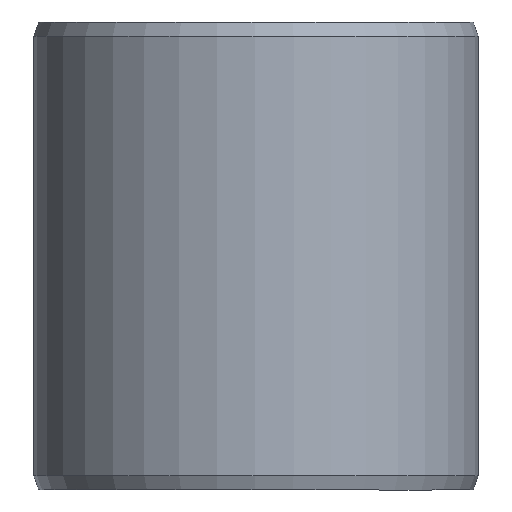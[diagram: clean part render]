
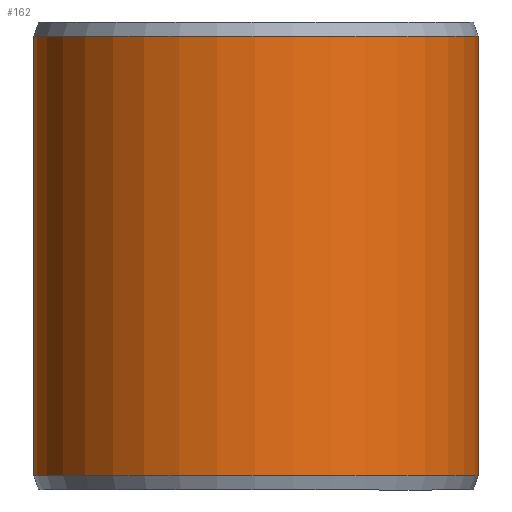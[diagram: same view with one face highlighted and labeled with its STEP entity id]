
A CAD part, front view. The second image highlights one B-rep face of the part: STEP entity #162.
In plain terms, the highlighted cylindrical face has radius 9.5 mm (diameter 19 mm), a partial arc.
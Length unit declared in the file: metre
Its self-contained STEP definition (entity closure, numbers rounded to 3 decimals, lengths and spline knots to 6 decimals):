
#162=ADVANCED_FACE('',(#185,#186),#187,.T.);
#185=FACE_OUTER_BOUND('',#211,.T.);
#186=FACE_BOUND('',#212,.T.);
#187=CYLINDRICAL_SURFACE('',#213,0.0095);
#211=EDGE_LOOP('',(#289,#290,#291,#292));
#212=EDGE_LOOP('',(#293));
#213=AXIS2_PLACEMENT_3D('',#294,#295,#296);
#289=ORIENTED_EDGE('',*,*,#314,.T.);
#290=ORIENTED_EDGE('',*,*,#323,.F.);
#291=ORIENTED_EDGE('',*,*,#309,.F.);
#292=ORIENTED_EDGE('',*,*,#324,.T.);
#293=ORIENTED_EDGE('',*,*,#327,.T.);
#294=CARTESIAN_POINT('',(0.,0.,0.0));
#295=DIRECTION('',(0.,0.0,-1.0));
#296=DIRECTION('',(-1.0,0.0,0.));
#309=EDGE_CURVE('',#341,#342,#343,.T.);
#314=EDGE_CURVE('',#351,#349,#352,.T.);
#323=EDGE_CURVE('',#342,#349,#365,.T.);
#324=EDGE_CURVE('',#341,#351,#366,.T.);
#327=EDGE_CURVE('',#370,#370,#371,.T.);
#341=VERTEX_POINT('',#389);
#342=VERTEX_POINT('',#390);
#343=CIRCLE('',#391,0.0095);
#349=VERTEX_POINT('',#399);
#351=VERTEX_POINT('',#402);
#352=CIRCLE('',#403,0.0095);
#365=LINE('',#422,#423);
#366=LINE('',#424,#425);
#370=VERTEX_POINT('',#483);
#371=B_SPLINE_CURVE_WITH_KNOTS('',3,(#484,#485,#486,#487,#488,#489,#490,#491,#492,#493,#494,#495,#496,#497,#498,#499,#500,#501,#502,#503,#504,#505,#506,#507,#508,#509,#510,#511,#512,#513,#514,#515,#516,#517,#518,#519,#520,#521,#522,#523,#524,#525,#526,#527,#528,#529,#530,#531,#532,#533,#534,#535,#536,#537),.UNSPECIFIED.,.T.,.F.,(2,2,2,2,2,2,2,2,2,2,2,2,2,2,2,2,2,2,2,2,2,2,2,2,2,2,2,2,2),(-0.000392,0.0,0.000392,0.000784,0.001176,0.001567,0.002351,0.003135,0.003527,0.003919,0.004702,0.005094,0.005486,0.005878,0.00627,0.007053,0.007445,0.007837,0.008229,0.008621,0.009404,0.009796,0.010188,0.01058,0.010972,0.011756,0.012147,0.012539,0.012931),.UNSPECIFIED.);
#389=CARTESIAN_POINT('',(0.000166,0.009499,0.0006));
#390=CARTESIAN_POINT('',(0.,0.0095,0.0006));
#391=AXIS2_PLACEMENT_3D('',#551,#552,#553);
#399=CARTESIAN_POINT('',(0.,0.0095,0.0194));
#402=CARTESIAN_POINT('',(0.000166,0.009499,0.0194));
#403=AXIS2_PLACEMENT_3D('',#560,#561,#562);
#422=CARTESIAN_POINT('',(0.,0.0095,0.0006));
#423=VECTOR('',#575,1.0);
#424=CARTESIAN_POINT('',(0.000166,0.009499,0.0006));
#425=VECTOR('',#576,1.0);
#483=CARTESIAN_POINT('',(0.006931,-0.006498,0.01));
#484=CARTESIAN_POINT('',(0.006931,-0.006498,0.009867));
#485=CARTESIAN_POINT('',(0.006931,-0.006498,0.010133));
#486=CARTESIAN_POINT('',(0.00694,-0.006488,0.010263));
#487=CARTESIAN_POINT('',(0.006975,-0.00645,0.010519));
#488=CARTESIAN_POINT('',(0.007002,-0.006421,0.010646));
#489=CARTESIAN_POINT('',(0.007071,-0.006345,0.010888));
#490=CARTESIAN_POINT('',(0.007113,-0.006298,0.011003));
#491=CARTESIAN_POINT('',(0.007209,-0.006187,0.01122));
#492=CARTESIAN_POINT('',(0.007265,-0.006122,0.011322));
#493=CARTESIAN_POINT('',(0.007443,-0.005907,0.011598));
#494=CARTESIAN_POINT('',(0.007581,-0.005731,0.011747));
#495=CARTESIAN_POINT('',(0.007862,-0.005338,0.011947));
#496=CARTESIAN_POINT('',(0.008008,-0.005118,0.012));
#497=CARTESIAN_POINT('',(0.00821,-0.004782,0.012));
#498=CARTESIAN_POINT('',(0.008276,-0.004666,0.011987));
#499=CARTESIAN_POINT('',(0.008399,-0.004441,0.011936));
#500=CARTESIAN_POINT('',(0.008457,-0.00433,0.011898));
#501=CARTESIAN_POINT('',(0.008619,-0.004003,0.011747));
#502=CARTESIAN_POINT('',(0.008709,-0.0038,0.0116));
#503=CARTESIAN_POINT('',(0.008817,-0.00354,0.011322));
#504=CARTESIAN_POINT('',(0.008847,-0.003462,0.011221));
#505=CARTESIAN_POINT('',(0.0089,-0.003324,0.011005));
#506=CARTESIAN_POINT('',(0.008922,-0.003264,0.010888));
#507=CARTESIAN_POINT('',(0.008956,-0.003168,0.010646));
#508=CARTESIAN_POINT('',(0.008969,-0.003131,0.010521));
#509=CARTESIAN_POINT('',(0.008986,-0.003082,0.010264));
#510=CARTESIAN_POINT('',(0.008991,-0.003069,0.010132));
#511=CARTESIAN_POINT('',(0.008991,-0.003069,0.009739));
#512=CARTESIAN_POINT('',(0.008974,-0.00312,0.009475));
#513=CARTESIAN_POINT('',(0.008922,-0.003263,0.009114));
#514=CARTESIAN_POINT('',(0.0089,-0.003323,0.008997));
#515=CARTESIAN_POINT('',(0.008847,-0.003461,0.00878));
#516=CARTESIAN_POINT('',(0.008817,-0.003539,0.008679));
#517=CARTESIAN_POINT('',(0.008746,-0.003711,0.008495));
#518=CARTESIAN_POINT('',(0.008705,-0.003806,0.00841));
#519=CARTESIAN_POINT('',(0.008615,-0.004005,0.008266));
#520=CARTESIAN_POINT('',(0.008566,-0.004109,0.008204));
#521=CARTESIAN_POINT('',(0.008404,-0.004436,0.008052));
#522=CARTESIAN_POINT('',(0.00828,-0.004665,0.008));
#523=CARTESIAN_POINT('',(0.008076,-0.005005,0.008));
#524=CARTESIAN_POINT('',(0.008006,-0.005115,0.008013));
#525=CARTESIAN_POINT('',(0.007865,-0.005329,0.008064));
#526=CARTESIAN_POINT('',(0.007793,-0.005435,0.008102));
#527=CARTESIAN_POINT('',(0.007652,-0.005632,0.008202));
#528=CARTESIAN_POINT('',(0.007583,-0.005724,0.008264));
#529=CARTESIAN_POINT('',(0.007448,-0.005898,0.008409));
#530=CARTESIAN_POINT('',(0.007384,-0.005978,0.008493));
#531=CARTESIAN_POINT('',(0.007206,-0.006193,0.008768));
#532=CARTESIAN_POINT('',(0.007105,-0.006307,0.008991));
#533=CARTESIAN_POINT('',(0.007003,-0.00642,0.009352));
#534=CARTESIAN_POINT('',(0.006976,-0.006449,0.009479));
#535=CARTESIAN_POINT('',(0.00694,-0.006488,0.009737));
#536=CARTESIAN_POINT('',(0.006931,-0.006498,0.009867));
#537=CARTESIAN_POINT('',(0.006931,-0.006498,0.010133));
#551=CARTESIAN_POINT('',(0.,0.,0.0006));
#552=DIRECTION('',(0.,0.0,-1.0));
#553=DIRECTION('',(-1.0,0.0,0.));
#560=CARTESIAN_POINT('',(0.,0.,0.0194));
#561=DIRECTION('',(0.,0.0,-1.0));
#562=DIRECTION('',(-1.0,0.0,0.));
#575=DIRECTION('',(0.,0.0,1.0));
#576=DIRECTION('',(0.,0.,1.0));
